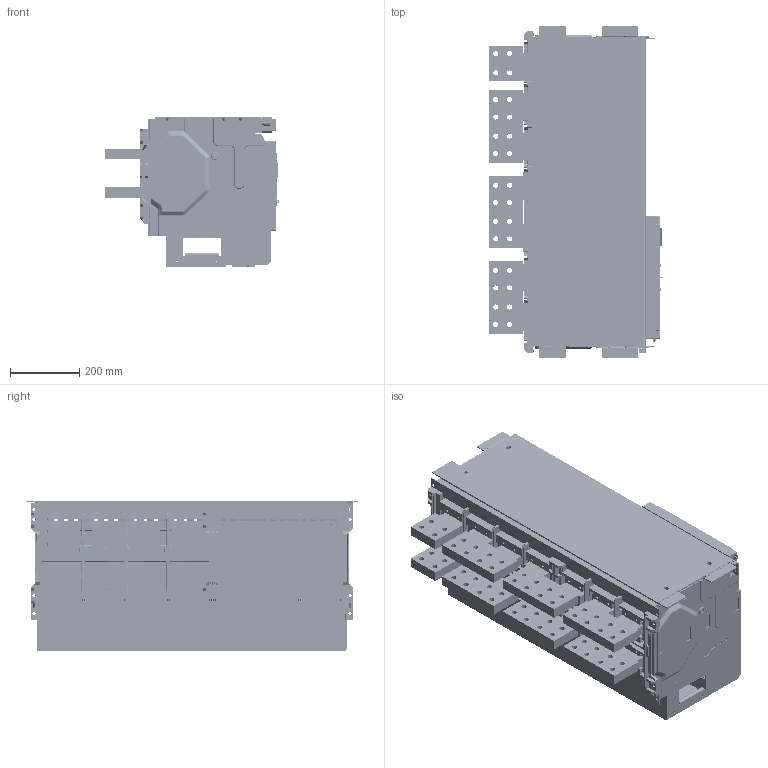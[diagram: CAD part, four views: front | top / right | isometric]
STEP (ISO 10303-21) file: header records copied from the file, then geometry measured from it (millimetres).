
FILE_DESCRIPTION((''),'2;1');
FILE_NAME('NA1-6300-5000A-4-CHOUTISHI','2020-05-08T13:41:42',('fansz'),(''),'CREO PARAMETRIC BY PTC INC, 2018020','CREO PARAMETRIC BY PTC INC, 2018020','');
FILE_SCHEMA(('CONFIG_CONTROL_DESIGN'));
Products named in the file (1): NA1-6300-5000A-4-CHOUTISHI
Bounding box: 503.5 x 958 x 434 mm (x, y, z)
Volume: 115928 mm3; surface area: 4787668.6 mm2
Topology: 69 solids, 71 shells, 8772 faces, 25651 edges, 16872 vertices
Faces by surface type: plane 6148, cylinder 1597, extrusion 632, torus 148, bspline 110, cone 104, sphere 33
Entity records: 298413 total; most frequent: CARTESIAN_POINT 65842, ORIENTED_EDGE 51210, DIRECTION 43898, EDGE_CURVE 25615, VECTOR 20568, LINE 19936, VERTEX_POINT 16872, AXIS2_PLACEMENT_3D 11665
